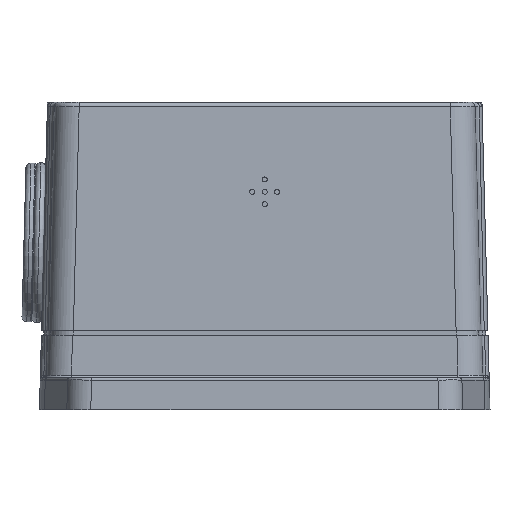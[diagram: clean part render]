
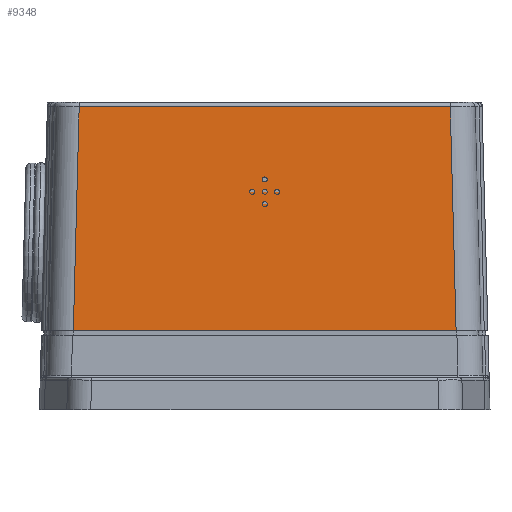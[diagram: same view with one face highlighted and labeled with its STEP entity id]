
A CAD part, left-side view. The second image highlights one B-rep face of the part: STEP entity #9348.
In plain terms, the highlighted face is planar.
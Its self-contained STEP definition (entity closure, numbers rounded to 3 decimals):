
#1223=CARTESIAN_POINT('',(107.25,-71.436,-1.));
#1325=DIRECTION('',(0.,1.,0.));
#1326=VECTOR('',#1325,77.125);
#1327=CARTESIAN_POINT('',(107.25,-71.436,-1.));
#1328=LINE('',#1327,#1326);
#1452=DIRECTION('',(0.,-1.,0.));
#1453=VECTOR('',#1452,74.767);
#1454=CARTESIAN_POINT('',(106.071,4.51,-46.026));
#1455=LINE('',#1454,#1453);
#3331=DIRECTION('',(-0.026,0.026,-0.999));
#3332=VECTOR('',#3331,45.057);
#3333=CARTESIAN_POINT('',(107.25,-71.436,-1.));
#3334=LINE('',#3333,#3332);
#3335=DIRECTION('',(0.026,0.026,0.999));
#3336=VECTOR('',#3335,45.057);
#3337=CARTESIAN_POINT('',(106.071,4.51,-46.026));
#3338=LINE('',#3337,#3336);
#4769=CARTESIAN_POINT('',(106.071,-70.257,
-46.026));
#4770=VERTEX_POINT('',#4769);
#4775=CARTESIAN_POINT('',(106.071,4.51,-46.026));
#4776=VERTEX_POINT('',#4775);
#4878=VERTEX_POINT('',#1223);
#4879=CARTESIAN_POINT('',(107.25,5.689,-1.));
#4880=VERTEX_POINT('',#4879);
#9337=CARTESIAN_POINT('',(107.276,-77.873,0.));
#9338=DIRECTION('',(1.,0.,-0.026));
#9339=DIRECTION('',(0.,-1.,0.));
#9340=AXIS2_PLACEMENT_3D('',#9337,#9338,#9339);
#9341=PLANE('',#9340);
#9342=ORIENTED_EDGE('',*,*,#6524,.T.);
#9343=ORIENTED_EDGE('',*,*,#6463,.F.);
#9344=ORIENTED_EDGE('',*,*,#6407,.T.);
#9345=ORIENTED_EDGE('',*,*,#9330,.F.);
#9346=EDGE_LOOP('',(#9342,#9343,#9344,#9345));
#9347=FACE_OUTER_BOUND('',#9346,.F.);
#9348=ADVANCED_FACE('',(#9347),#9341,.T.);
#6407=EDGE_CURVE('',#4878,#4880,#1328,.T.);
#6463=EDGE_CURVE('',#4878,#4770,#3334,.T.);
#6524=EDGE_CURVE('',#4776,#4770,#1455,.T.);
#9330=EDGE_CURVE('',#4776,#4880,#3338,.T.);
